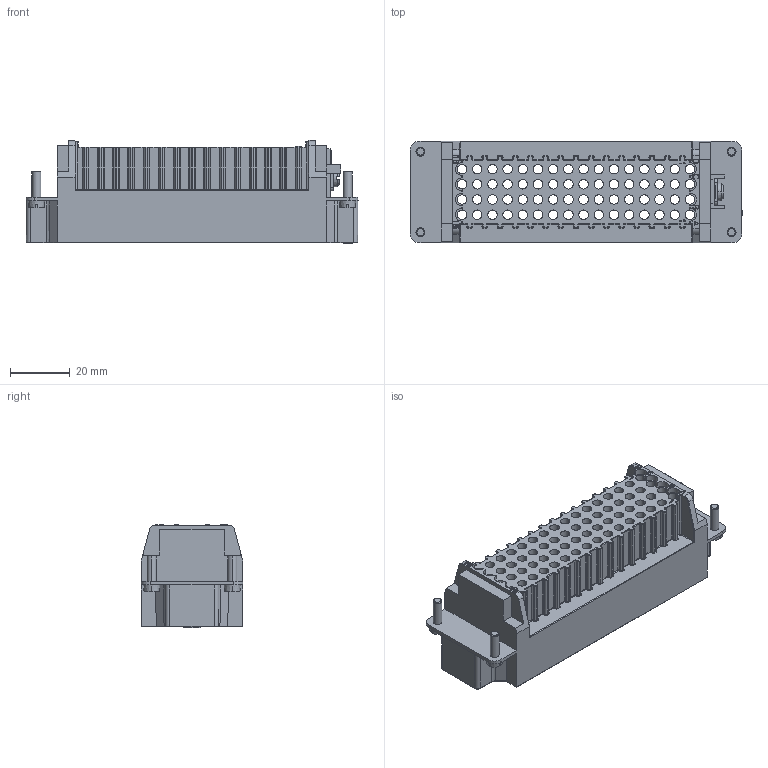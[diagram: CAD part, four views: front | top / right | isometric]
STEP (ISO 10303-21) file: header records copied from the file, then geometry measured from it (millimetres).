
FILE_DESCRIPTION (( 'STEP AP203' ), '1' );
FILE_NAME ('290253064.step', '2025-02-12T17:48:17', ( '' ), ( '' ), 'SwSTEP 2.0', 'SolidWorks 2024', '' );
FILE_SCHEMA (( 'CONFIG_CONTROL_DESIGN' ));
Products named in the file (1): 290253064
Bounding box: 111 x 34 x 34.6 mm (x, y, z)
Volume: 49519.5 mm3; surface area: 31233.4 mm2
Topology: 1 solids, 1 shells, 1571 faces, 3949 edges, 2436 vertices
Faces by surface type: cylinder 648, plane 485, bspline 350, torus 60, cone 28
Entity records: 52992 total; most frequent: CARTESIAN_POINT 16735, ORIENTED_EDGE 7890, DIRECTION 7093, EDGE_CURVE 3945, AXIS2_PLACEMENT_3D 2536, VERTEX_POINT 2436, LINE 2021, VECTOR 2021
